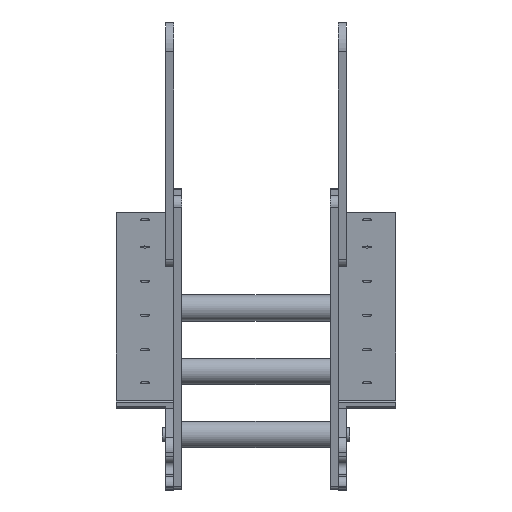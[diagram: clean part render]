
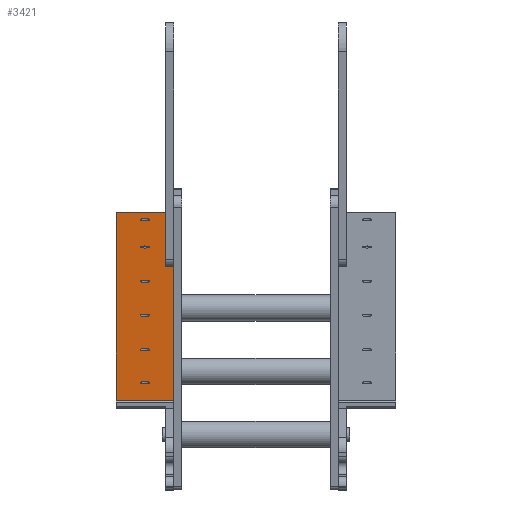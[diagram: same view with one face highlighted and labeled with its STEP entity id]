
A CAD part, left-side view. The second image highlights one B-rep face of the part: STEP entity #3421.
In plain terms, the highlighted planar face has unit normal (-0.208, 0, 0.978).
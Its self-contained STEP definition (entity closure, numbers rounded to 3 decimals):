
#2472=CARTESIAN_POINT('',(2812.902,50.116,284.174));
#2473=VERTEX_POINT('',#2472);
#2480=CARTESIAN_POINT('',(2277.265,50.116,170.341));
#2481=VERTEX_POINT('',#2480);
#2482=CARTESIAN_POINT('',(2812.902,50.116,284.174));
#2483=DIRECTION('',(-0.978,-0.,-0.208));
#2484=VECTOR('',#2483,547.6);
#2485=LINE('',#2482,#2484);
#2486=EDGE_CURVE('',#2473,#2481,#2485,.T.);
#2692=CARTESIAN_POINT('',(2277.265,85.116,170.341));
#2693=VERTEX_POINT('',#2692);
#2694=CARTESIAN_POINT('',(2812.902,85.116,284.174));
#2695=VERTEX_POINT('',#2694);
#2696=CARTESIAN_POINT('',(2277.265,85.116,170.341));
#2697=DIRECTION('',(0.978,-0.,0.208));
#2698=VECTOR('',#2697,547.6);
#2699=LINE('',#2696,#2698);
#2700=EDGE_CURVE('',#2693,#2695,#2699,.T.);
#3334=CARTESIAN_POINT('',(2210.415,50.116,156.134));
#3335=DIRECTION('',(0.208,0.,-0.978));
#3336=DIRECTION('',(0.,1.,0.));
#3337=AXIS2_PLACEMENT_3D('',#3334,#3335,#3336);
#3338=PLANE('',#3337);
#3339=ORIENTED_EDGE('',*,*,#2486,.F.);
#3340=CARTESIAN_POINT('',(2812.902,50.116,284.174));
#3341=DIRECTION('',(-0.,1.,-0.));
#3342=VECTOR('',#3341,35.);
#3343=LINE('',#3340,#3342);
#3344=EDGE_CURVE('',#2473,#2695,#3343,.T.);
#3345=ORIENTED_EDGE('',*,*,#3344,.T.);
#3346=ORIENTED_EDGE('',*,*,#2700,.F.);
#3347=CARTESIAN_POINT('',(2277.265,85.116,170.341));
#3348=DIRECTION('',(-0.,-1.,-0.));
#3349=VECTOR('',#3348,35.);
#3350=LINE('',#3347,#3349);
#3351=EDGE_CURVE('',#2693,#2481,#3350,.T.);
#3352=ORIENTED_EDGE('',*,*,#3351,.T.);
#3353=EDGE_LOOP('',(#3339,#3345,#3346,#3352));
#3354=FACE_BOUND('',#3353,.T.);
#3355=CARTESIAN_POINT('',(2790.321,67.616,279.375));
#3356=VERTEX_POINT('',#3355);
#3357=CARTESIAN_POINT('',(2793.255,67.616,279.999));
#3358=DIRECTION('',(0.208,0.,-0.978));
#3359=DIRECTION('',(-0.978,0.,-0.208));
#3360=AXIS2_PLACEMENT_3D('',#3357,#3358,#3359);
#3361=CIRCLE('',#3360,3.);
#3362=EDGE_CURVE('',#3356,#3356,#3361,.T.);
#3363=ORIENTED_EDGE('',*,*,#3362,.T.);
#3364=EDGE_LOOP('',(#3363));
#3365=FACE_BOUND('',#3364,.T.);
#3366=CARTESIAN_POINT('',(2712.068,67.616,262.745));
#3367=VERTEX_POINT('',#3366);
#3368=CARTESIAN_POINT('',(2715.003,67.616,263.369));
#3369=DIRECTION('',(0.208,0.,-0.978));
#3370=DIRECTION('',(-0.978,0.,-0.208));
#3371=AXIS2_PLACEMENT_3D('',#3368,#3369,#3370);
#3372=CIRCLE('',#3371,3.);
#3373=EDGE_CURVE('',#3367,#3367,#3372,.T.);
#3374=ORIENTED_EDGE('',*,*,#3373,.T.);
#3375=EDGE_LOOP('',(#3374));
#3376=FACE_BOUND('',#3375,.T.);
#3377=CARTESIAN_POINT('',(2614.253,67.616,241.958));
#3378=VERTEX_POINT('',#3377);
#3379=CARTESIAN_POINT('',(2617.187,67.616,242.581));
#3380=DIRECTION('',(0.208,0.,-0.978));
#3381=DIRECTION('',(-0.978,0.,-0.208));
#3382=AXIS2_PLACEMENT_3D('',#3379,#3380,#3381);
#3383=CIRCLE('',#3382,3.);
#3384=EDGE_CURVE('',#3378,#3378,#3383,.T.);
#3385=ORIENTED_EDGE('',*,*,#3384,.T.);
#3386=EDGE_LOOP('',(#3385));
#3387=FACE_BOUND('',#3386,.T.);
#3388=CARTESIAN_POINT('',(2516.437,67.616,221.17));
#3389=VERTEX_POINT('',#3388);
#3390=CARTESIAN_POINT('',(2519.372,67.616,221.794));
#3391=DIRECTION('',(0.208,0.,-0.978));
#3392=DIRECTION('',(-0.978,0.,-0.208));
#3393=AXIS2_PLACEMENT_3D('',#3390,#3391,#3392);
#3394=CIRCLE('',#3393,3.);
#3395=EDGE_CURVE('',#3389,#3389,#3394,.T.);
#3396=ORIENTED_EDGE('',*,*,#3395,.T.);
#3397=EDGE_LOOP('',(#3396));
#3398=FACE_BOUND('',#3397,.T.);
#3399=CARTESIAN_POINT('',(2418.622,67.616,200.382));
#3400=VERTEX_POINT('',#3399);
#3401=CARTESIAN_POINT('',(2421.556,67.616,201.006));
#3402=DIRECTION('',(0.208,0.,-0.978));
#3403=DIRECTION('',(-0.978,0.,-0.208));
#3404=AXIS2_PLACEMENT_3D('',#3401,#3402,#3403);
#3405=CIRCLE('',#3404,3.);
#3406=EDGE_CURVE('',#3400,#3400,#3405,.T.);
#3407=ORIENTED_EDGE('',*,*,#3406,.T.);
#3408=EDGE_LOOP('',(#3407));
#3409=FACE_BOUND('',#3408,.T.);
#3410=CARTESIAN_POINT('',(2323.823,67.616,180.236));
#3411=VERTEX_POINT('',#3410);
#3412=CARTESIAN_POINT('',(2326.758,67.616,180.859));
#3413=DIRECTION('',(0.208,0.,-0.978));
#3414=DIRECTION('',(-0.978,0.,-0.208));
#3415=AXIS2_PLACEMENT_3D('',#3412,#3413,#3414);
#3416=CIRCLE('',#3415,3.);
#3417=EDGE_CURVE('',#3411,#3411,#3416,.T.);
#3418=ORIENTED_EDGE('',*,*,#3417,.T.);
#3419=EDGE_LOOP('',(#3418));
#3420=FACE_BOUND('',#3419,.T.);
#3421=ADVANCED_FACE('',(#3354,#3365,#3376,#3387,#3398,#3409,#3420),#3338,.F.);
